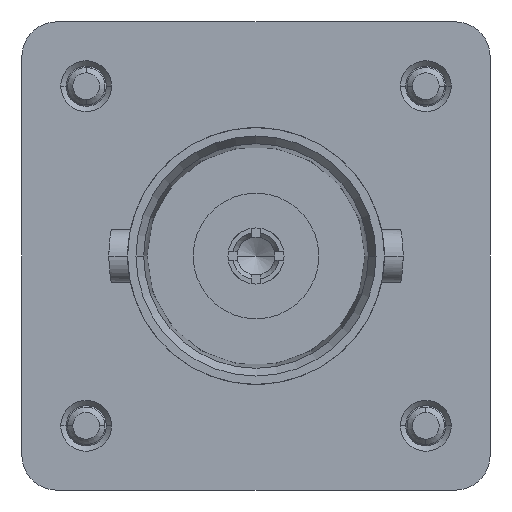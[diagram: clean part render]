
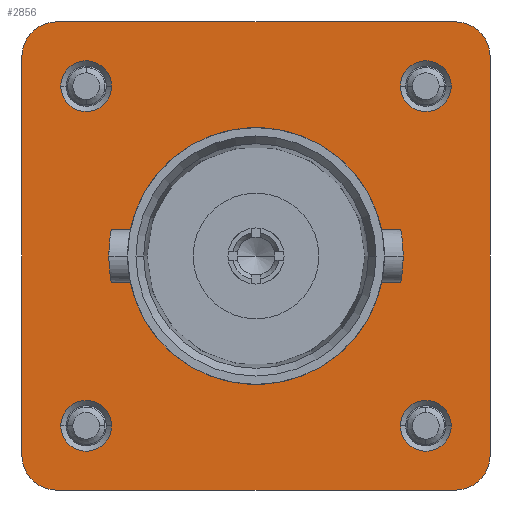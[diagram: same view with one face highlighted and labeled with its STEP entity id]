
A CAD part, left-side view. The second image highlights one B-rep face of the part: STEP entity #2856.
In plain terms, the highlighted planar face has unit normal (-1, 0, 0).
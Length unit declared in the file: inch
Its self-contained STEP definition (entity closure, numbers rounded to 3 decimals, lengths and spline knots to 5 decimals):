
#401=CARTESIAN_POINT('',(-0.09291,0.,0.));
#402=DIRECTION('',(1.,0.,0.));
#403=DIRECTION('',(0.,1.,0.));
#404=AXIS2_PLACEMENT_3D('',#401,#402,#403);
#441=CARTESIAN_POINT('',(-0.09291,0.,0.));
#442=DIRECTION('',(-1.,0.,0.));
#443=DIRECTION('',(0.,1.,0.));
#444=AXIS2_PLACEMENT_3D('',#441,#442,#443);
#471=CARTESIAN_POINT('',(-0.09291,0.29449,
0.29449));
#472=DIRECTION('',(-1.,0.,0.));
#473=DIRECTION('',(0.,0.,1.));
#474=AXIS2_PLACEMENT_3D('',#471,#472,#473);
#476=DIRECTION('',(0.,1.,0.));
#477=VECTOR('',#476,0.58898);
#478=CARTESIAN_POINT('',(-0.09291,-0.29449,
0.34449));
#479=LINE('',#478,#477);
#480=CARTESIAN_POINT('',(-0.09291,-0.29449,
0.29449));
#481=DIRECTION('',(-1.,0.,0.));
#482=DIRECTION('',(0.,-1.,0.));
#483=AXIS2_PLACEMENT_3D('',#480,#481,#482);
#485=DIRECTION('',(0.,0.,1.));
#486=VECTOR('',#485,0.58898);
#487=CARTESIAN_POINT('',(-0.09291,-0.34449,
-0.29449));
#488=LINE('',#487,#486);
#489=CARTESIAN_POINT('',(-0.09291,-0.29449,
-0.29449));
#490=DIRECTION('',(-1.,0.,0.));
#491=DIRECTION('',(0.,0.,-1.));
#492=AXIS2_PLACEMENT_3D('',#489,#490,#491);
#494=DIRECTION('',(0.,-1.,0.));
#495=VECTOR('',#494,0.58898);
#496=CARTESIAN_POINT('',(-0.09291,0.29449,
-0.34449));
#497=LINE('',#496,#495);
#498=CARTESIAN_POINT('',(-0.09291,0.29449,
-0.29449));
#499=DIRECTION('',(-1.,0.,0.));
#500=DIRECTION('',(0.,1.,0.));
#501=AXIS2_PLACEMENT_3D('',#498,#499,#500);
#503=DIRECTION('',(0.,0.,-1.));
#504=VECTOR('',#503,0.58898);
#505=CARTESIAN_POINT('',(-0.09291,0.34449,
0.29449));
#506=LINE('',#505,#504);
#507=CARTESIAN_POINT('',(-0.09291,-0.25,0.25));
#508=DIRECTION('',(1.,0.,0.));
#509=DIRECTION('',(0.,-1.,0.));
#510=AXIS2_PLACEMENT_3D('',#507,#508,#509);
#512=CARTESIAN_POINT('',(-0.09291,-0.25,0.25));
#513=DIRECTION('',(1.,0.,0.));
#514=DIRECTION('',(0.,1.,0.));
#515=AXIS2_PLACEMENT_3D('',#512,#513,#514);
#517=CARTESIAN_POINT('',(-0.09291,0.25,0.25));
#518=DIRECTION('',(1.,0.,0.));
#519=DIRECTION('',(0.,-1.,0.));
#520=AXIS2_PLACEMENT_3D('',#517,#518,#519);
#522=CARTESIAN_POINT('',(-0.09291,0.25,0.25));
#523=DIRECTION('',(1.,0.,0.));
#524=DIRECTION('',(0.,1.,0.));
#525=AXIS2_PLACEMENT_3D('',#522,#523,#524);
#527=CARTESIAN_POINT('',(-0.09291,0.25,-0.25));
#528=DIRECTION('',(1.,0.,0.));
#529=DIRECTION('',(0.,-1.,0.));
#530=AXIS2_PLACEMENT_3D('',#527,#528,#529);
#532=CARTESIAN_POINT('',(-0.09291,0.25,-0.25));
#533=DIRECTION('',(1.,0.,0.));
#534=DIRECTION('',(0.,1.,0.));
#535=AXIS2_PLACEMENT_3D('',#532,#533,#534);
#537=CARTESIAN_POINT('',(-0.09291,-0.25,-0.25));
#538=DIRECTION('',(1.,0.,0.));
#539=DIRECTION('',(0.,-1.,0.));
#540=AXIS2_PLACEMENT_3D('',#537,#538,#539);
#542=CARTESIAN_POINT('',(-0.09291,-0.25,-0.25));
#543=DIRECTION('',(1.,0.,0.));
#544=DIRECTION('',(0.,1.,0.));
#545=AXIS2_PLACEMENT_3D('',#542,#543,#544);
#2055=CARTESIAN_POINT('',(-0.09291,0.18898,0.));
#2056=CARTESIAN_POINT('',(-0.09291,-0.18898,0.));
#2057=VERTEX_POINT('',#2055);
#2058=VERTEX_POINT('',#2056);
#2063=CARTESIAN_POINT('',(-0.09291,0.29449,
0.34449));
#2064=VERTEX_POINT('',#2063);
#2065=CARTESIAN_POINT('',(-0.09291,0.34449,
0.29449));
#2066=VERTEX_POINT('',#2065);
#2071=CARTESIAN_POINT('',(-0.09291,-0.34449,
0.29449));
#2072=VERTEX_POINT('',#2071);
#2073=CARTESIAN_POINT('',(-0.09291,-0.29449,
0.34449));
#2074=VERTEX_POINT('',#2073);
#2079=CARTESIAN_POINT('',(-0.09291,-0.29449,
-0.34449));
#2080=VERTEX_POINT('',#2079);
#2081=CARTESIAN_POINT('',(-0.09291,-0.34449,
-0.29449));
#2082=VERTEX_POINT('',#2081);
#2087=CARTESIAN_POINT('',(-0.09291,0.34449,
-0.29449));
#2088=VERTEX_POINT('',#2087);
#2089=CARTESIAN_POINT('',(-0.09291,0.29449,
-0.34449));
#2090=VERTEX_POINT('',#2089);
#2107=CARTESIAN_POINT('',(-0.09291,-0.2874,0.25));
#2108=CARTESIAN_POINT('',(-0.09291,-0.2126,0.25));
#2109=VERTEX_POINT('',#2107);
#2110=VERTEX_POINT('',#2108);
#2115=CARTESIAN_POINT('',(-0.09291,0.2126,0.25));
#2116=CARTESIAN_POINT('',(-0.09291,0.2874,0.25));
#2117=VERTEX_POINT('',#2115);
#2118=VERTEX_POINT('',#2116);
#2123=CARTESIAN_POINT('',(-0.09291,0.2126,-0.25));
#2124=CARTESIAN_POINT('',(-0.09291,0.2874,-0.25));
#2125=VERTEX_POINT('',#2123);
#2126=VERTEX_POINT('',#2124);
#2131=CARTESIAN_POINT('',(-0.09291,-0.2874,-0.25));
#2132=CARTESIAN_POINT('',(-0.09291,-0.2126,-0.25));
#2133=VERTEX_POINT('',#2131);
#2134=VERTEX_POINT('',#2132);
#2805=CARTESIAN_POINT('',(-0.09291,0.,0.));
#2806=DIRECTION('',(-1.,0.,0.));
#2807=DIRECTION('',(0.,1.,0.));
#2808=AXIS2_PLACEMENT_3D('',#2805,#2806,#2807);
#2809=PLANE('',#2808);
#2811=ORIENTED_EDGE('',*,*,#2810,.F.);
#2813=ORIENTED_EDGE('',*,*,#2812,.F.);
#2815=ORIENTED_EDGE('',*,*,#2814,.F.);
#2817=ORIENTED_EDGE('',*,*,#2816,.F.);
#2819=ORIENTED_EDGE('',*,*,#2818,.F.);
#2821=ORIENTED_EDGE('',*,*,#2820,.F.);
#2823=ORIENTED_EDGE('',*,*,#2822,.F.);
#2825=ORIENTED_EDGE('',*,*,#2824,.F.);
#2826=EDGE_LOOP('',(#2811,#2813,#2815,#2817,#2819,#2821,#2823,#2825));
#2827=FACE_OUTER_BOUND('',#2826,.F.);
#2828=ORIENTED_EDGE('',*,*,#2755,.F.);
#2829=ORIENTED_EDGE('',*,*,#2785,.T.);
#2830=EDGE_LOOP('',(#2828,#2829));
#2831=FACE_BOUND('',#2830,.F.);
#2833=ORIENTED_EDGE('',*,*,#2832,.F.);
#2835=ORIENTED_EDGE('',*,*,#2834,.F.);
#2836=EDGE_LOOP('',(#2833,#2835));
#2837=FACE_BOUND('',#2836,.F.);
#2839=ORIENTED_EDGE('',*,*,#2838,.F.);
#2841=ORIENTED_EDGE('',*,*,#2840,.F.);
#2842=EDGE_LOOP('',(#2839,#2841));
#2843=FACE_BOUND('',#2842,.F.);
#2845=ORIENTED_EDGE('',*,*,#2844,.F.);
#2847=ORIENTED_EDGE('',*,*,#2846,.F.);
#2848=EDGE_LOOP('',(#2845,#2847));
#2849=FACE_BOUND('',#2848,.F.);
#2851=ORIENTED_EDGE('',*,*,#2850,.F.);
#2853=ORIENTED_EDGE('',*,*,#2852,.F.);
#2854=EDGE_LOOP('',(#2851,#2853));
#2855=FACE_BOUND('',#2854,.F.);
#2856=ADVANCED_FACE('',(#2827,#2831,#2837,#2843,#2849,#2855),#2809,.T.);
#405=CIRCLE('',#404,0.18898);
#445=CIRCLE('',#444,0.18898);
#475=CIRCLE('',#474,0.05);
#484=CIRCLE('',#483,0.05);
#493=CIRCLE('',#492,0.05);
#502=CIRCLE('',#501,0.05);
#511=CIRCLE('',#510,0.0374);
#516=CIRCLE('',#515,0.0374);
#521=CIRCLE('',#520,0.0374);
#526=CIRCLE('',#525,0.0374);
#531=CIRCLE('',#530,0.0374);
#536=CIRCLE('',#535,0.0374);
#541=CIRCLE('',#540,0.0374);
#546=CIRCLE('',#545,0.0374);
#2755=EDGE_CURVE('',#2057,#2058,#405,.T.);
#2785=EDGE_CURVE('',#2057,#2058,#445,.T.);
#2810=EDGE_CURVE('',#2064,#2066,#475,.T.);
#2812=EDGE_CURVE('',#2074,#2064,#479,.T.);
#2814=EDGE_CURVE('',#2072,#2074,#484,.T.);
#2816=EDGE_CURVE('',#2082,#2072,#488,.T.);
#2818=EDGE_CURVE('',#2080,#2082,#493,.T.);
#2820=EDGE_CURVE('',#2090,#2080,#497,.T.);
#2822=EDGE_CURVE('',#2088,#2090,#502,.T.);
#2824=EDGE_CURVE('',#2066,#2088,#506,.T.);
#2832=EDGE_CURVE('',#2109,#2110,#511,.T.);
#2834=EDGE_CURVE('',#2110,#2109,#516,.T.);
#2838=EDGE_CURVE('',#2117,#2118,#521,.T.);
#2840=EDGE_CURVE('',#2118,#2117,#526,.T.);
#2844=EDGE_CURVE('',#2125,#2126,#531,.T.);
#2846=EDGE_CURVE('',#2126,#2125,#536,.T.);
#2850=EDGE_CURVE('',#2133,#2134,#541,.T.);
#2852=EDGE_CURVE('',#2134,#2133,#546,.T.);
